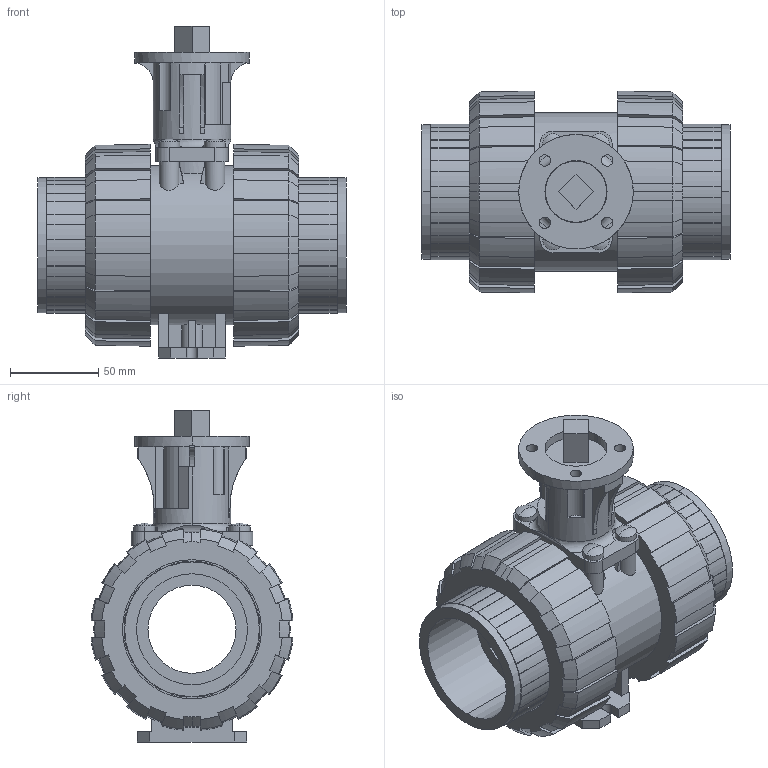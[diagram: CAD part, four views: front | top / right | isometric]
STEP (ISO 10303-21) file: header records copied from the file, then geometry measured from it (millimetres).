
FILE_DESCRIPTION(('STEP AP214'),'1');
FILE_NAME('cctmp_26799B51-D49F-404C-90CE-C35B33FD4830_2018_12_7_13_13_27_859..stp','2018-12-07T12:13:28',('Praher Valves GmbH'),('CADClick - www.CADClick.com'),'Spatial InterOp 3D',' ','unknown authorization');
FILE_SCHEMA(('AUTOMOTIVE_DESIGN'));
Length unit declared in the file: millimetre
Products named in the file (12): 128832
Assembly tree (11 placements, depth 2):
  (unnamed)
    128832
    128832
    128832
    128832
    128832
    128832
    128832
    128832
    128832
    128832
    128832
Bounding box: 175 x 114.61 x 188.5 mm (x, y, z)
Volume: 981215.7 mm3; surface area: 218264.4 mm2
Topology: 11 solids, 11 shells, 600 faces, 1685 edges, 1115 vertices
Faces by surface type: plane 288, cylinder 166, cone 136, sphere 8, torus 2
Entity records: 25438 total; most frequent: CARTESIAN_POINT 5039, ORIENTED_EDGE 3354, DIRECTION 3218, EDGE_CURVE 1677, AXIS2_PLACEMENT_3D 1225, VERTEX_POINT 1115, LINE 768, VECTOR 768
